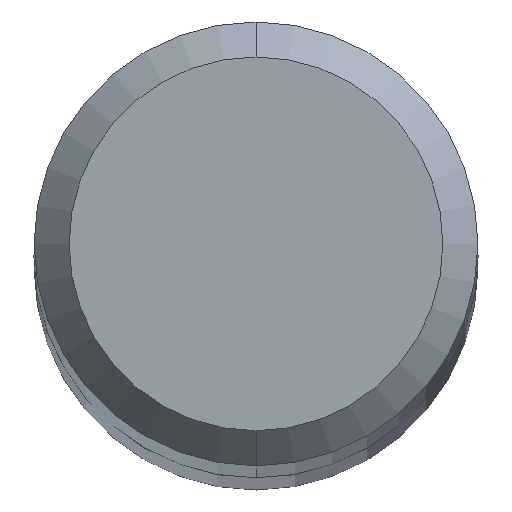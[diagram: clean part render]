
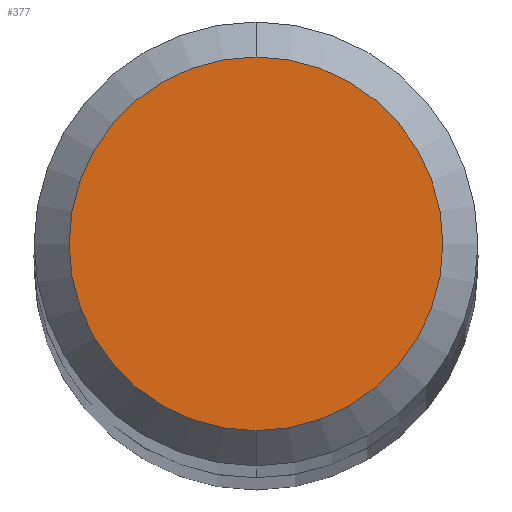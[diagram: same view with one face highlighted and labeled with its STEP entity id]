
A CAD part, top view. The second image highlights one B-rep face of the part: STEP entity #377.
In plain terms, the highlighted planar face has unit normal (0, 0, 1).
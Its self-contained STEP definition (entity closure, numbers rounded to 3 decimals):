
#161=EDGE_CURVE('',#263,#415,#436,.T.);
#263=VERTEX_POINT('',#551);
#345=EDGE_CURVE('',#415,#263,#637,.T.);
#377=ADVANCED_FACE('',(#673),#674,.T.);
#415=VERTEX_POINT('',#716);
#436=CIRCLE('',#730,1.6);
#551=CARTESIAN_POINT('',(0.,-1.6,0.0));
#637=CIRCLE('',#1166,1.6);
#673=FACE_OUTER_BOUND('',#1234,.T.);
#674=PLANE('',#1235);
#716=CARTESIAN_POINT('',(0.0,1.6,0.0));
#730=AXIS2_PLACEMENT_3D('',#1313,#1314,#1315);
#1166=AXIS2_PLACEMENT_3D('',#1535,#1536,#1537);
#1234=EDGE_LOOP('',(#1577,#1578));
#1235=AXIS2_PLACEMENT_3D('',#1579,#1580,#1581);
#1313=CARTESIAN_POINT('',(0.0,0.0,0.0));
#1314=DIRECTION('',(0.0,0.0,-1.0));
#1315=DIRECTION('',(0.0,1.0,0.0));
#1535=CARTESIAN_POINT('',(0.0,0.0,0.0));
#1536=DIRECTION('',(0.0,0.0,-1.0));
#1537=DIRECTION('',(0.0,1.0,0.0));
#1577=ORIENTED_EDGE('',*,*,#345,.F.);
#1578=ORIENTED_EDGE('',*,*,#161,.F.);
#1579=CARTESIAN_POINT('',(0.0,0.8,0.0));
#1580=DIRECTION('',(-0.0,0.0,1.0));
#1581=DIRECTION('',(0.0,-1.0,0.0));
